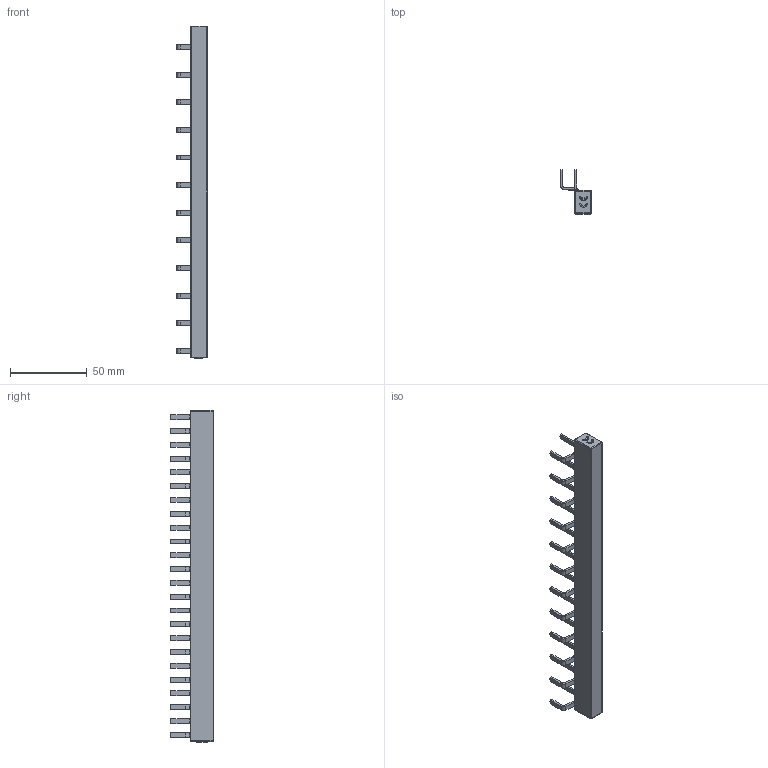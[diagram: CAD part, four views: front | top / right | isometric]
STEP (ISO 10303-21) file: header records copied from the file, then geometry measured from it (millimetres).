
FILE_DESCRIPTION((''),'2;1');
FILE_NAME('STP-SKN0029-10_ASM','2021-03-30T',('marketing.praksa'),('Audax d.o.o.'),'CREO PARAMETRIC BY PTC INC, 2017480','CREO PARAMETRIC BY PTC INC, 2017480','');
FILE_SCHEMA(('AUTOMOTIVE_DESIGN { 1 0 10303 214 1 1 1 1 }'));
Products named in the file (4): PRT0145; PRT0142; PRT0004; STP-SKN0029-10_ASM
Assembly tree (3 placements, depth 2):
  STP-SKN0029-10_ASM
    PRT0145
    PRT0142
    PRT0004
Bounding box: 19.8 x 28.49 x 216.3 mm (x, y, z)
Volume: 36506.1 mm3; surface area: 15546.4 mm2
Topology: 28 solids, 28 shells, 411 faces, 1074 edges, 718 vertices
Faces by surface type: plane 233, cylinder 170, sphere 8
Entity records: 19293 total; most frequent: DIRECTION 2286, CARTESIAN_POINT 2231, ORIENTED_EDGE 2132, PRESENTATION_STYLE_ASSIGNMENT 1505, STYLED_ITEM 1505, CURVE_STYLE 1066, EDGE_CURVE 1066, AXIS2_PLACEMENT_3D 806
